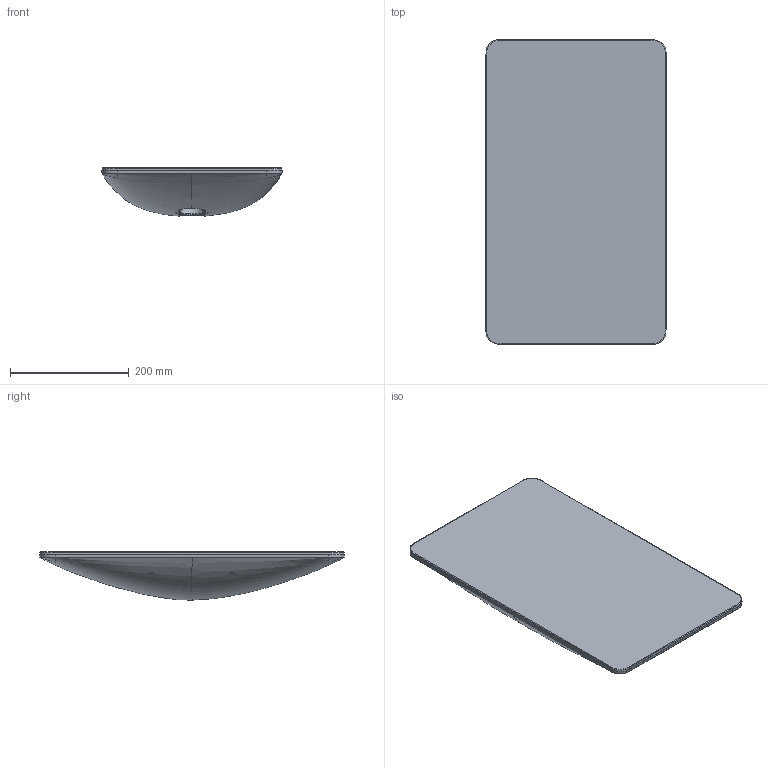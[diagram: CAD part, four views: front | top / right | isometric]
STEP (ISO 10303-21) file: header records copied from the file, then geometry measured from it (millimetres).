
FILE_DESCRIPTION(/* description */ (''),/* implementation_level */ '2;1');
FILE_NAME(/* name */ 'Starlink Dish Rectangular.step',/* time_stamp */ '2022-10-14T19:48:17-05:00',/* author */ (''),/* organization */ (''),/* preprocessor_version */ 'ST-DEVELOPER v19',/* originating_system */ 'Autodesk Translation Framework v11.7.0.108',/* authorisation */ '');
FILE_SCHEMA (('AUTOMOTIVE_DESIGN { 1 0 10303 214 3 1 1 }'));
Length unit declared in the file: millimetre
Products named in the file (2): (Unsaved); RV Dishy Rectangular
Assembly tree (1 placements, depth 2):
  (Unsaved)
    RV Dishy Rectangular
Bounding box: 303.28 x 512.66 x 80.94 mm (x, y, z)
Volume: 6880005.8 mm3; surface area: 351248 mm2
Topology: 1 solids, 1 shells, 89 faces, 183 edges, 113 vertices
Faces by surface type: bspline 53, plane 31, cylinder 5
Entity records: 13768 total; most frequent: CARTESIAN_POINT 12223, ORIENTED_EDGE 362, EDGE_CURVE 181, DIRECTION 171, VERTEX_POINT 113, EDGE_LOOP 108, B_SPLINE_CURVE_WITH_KNOTS 108, FACE_OUTER_BOUND 89
